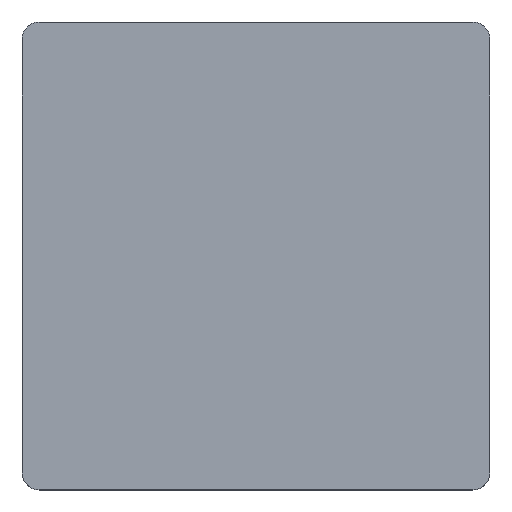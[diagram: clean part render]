
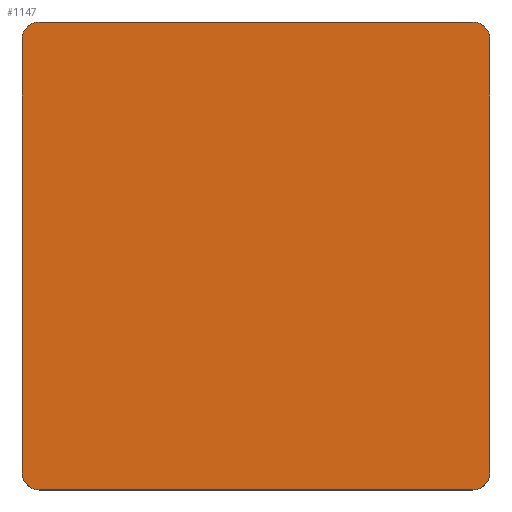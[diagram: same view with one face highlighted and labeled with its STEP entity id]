
A CAD part, top view. The second image highlights one B-rep face of the part: STEP entity #1147.
In plain terms, the highlighted planar face has unit normal (0, 0, 1).
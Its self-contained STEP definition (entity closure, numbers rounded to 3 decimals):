
#84 = CIRCLE ( 'NONE', #3514, 1. ) ;
#85 = LINE ( 'NONE', #3652, #93 ) ;
#90 = CIRCLE ( 'NONE', #3516, 1. ) ;
#93 = VECTOR ( 'NONE', #3659, 1000. ) ;
#98 = LINE ( 'NONE', #3669, #101 ) ;
#101 = VECTOR ( 'NONE', #3670, 1000. ) ;
#435 = FACE_OUTER_BOUND ( 'NONE', #1782, .T. ) ;
#525 = CIRCLE ( 'NONE', #2445, 1. ) ;
#531 = LINE ( 'NONE', #2666, #538 ) ;
#535 = CIRCLE ( 'NONE', #2448, 1. ) ;
#538 = VECTOR ( 'NONE', #2676, 1000. ) ;
#749 = VECTOR ( 'NONE', #3359, 1000. ) ;
#793 = LINE ( 'NONE', #3358, #749 ) ;
#823 = VERTEX_POINT ( 'NONE', #3204 ) ;
#898 = EDGE_CURVE ( 'NONE', #1651, #1527, #793, .T. ) ;
#994 = EDGE_CURVE ( 'NONE', #1527, #1697, #84, .T. ) ;
#997 = EDGE_CURVE ( 'NONE', #1697, #1728, #85, .T. ) ;
#1000 = EDGE_CURVE ( 'NONE', #1728, #1332, #90, .T. ) ;
#1002 = EDGE_CURVE ( 'NONE', #1332, #1614, #98, .T. ) ;
#1147 = ADVANCED_FACE ( 'NONE', ( #435 ), #2470, .T. ) ;
#1198 = EDGE_CURVE ( 'NONE', #1614, #823, #525, .T. ) ;
#1204 = EDGE_CURVE ( 'NONE', #823, #1577, #531, .T. ) ;
#1207 = EDGE_CURVE ( 'NONE', #1577, #1651, #535, .T. ) ;
#1332 = VERTEX_POINT ( 'NONE', #2724 ) ;
#1353 = ORIENTED_EDGE ( 'NONE', *, *, #898, .T. ) ;
#1523 = ORIENTED_EDGE ( 'NONE', *, *, #997, .T. ) ;
#1524 = ORIENTED_EDGE ( 'NONE', *, *, #1198, .T. ) ;
#1527 = VERTEX_POINT ( 'NONE', #2739 ) ;
#1528 = ORIENTED_EDGE ( 'NONE', *, *, #1204, .T. ) ;
#1543 = ORIENTED_EDGE ( 'NONE', *, *, #1207, .T. ) ;
#1577 = VERTEX_POINT ( 'NONE', #2759 ) ;
#1614 = VERTEX_POINT ( 'NONE', #2772 ) ;
#1651 = VERTEX_POINT ( 'NONE', #2786 ) ;
#1676 = ORIENTED_EDGE ( 'NONE', *, *, #1002, .T. ) ;
#1697 = VERTEX_POINT ( 'NONE', #2790 ) ;
#1728 = VERTEX_POINT ( 'NONE', #2787 ) ;
#1735 = ORIENTED_EDGE ( 'NONE', *, *, #994, .T. ) ;
#1782 = EDGE_LOOP ( 'NONE', ( #1524, #1528, #1543, #1353, #1735, #1523, #2047, #1676 ) ) ;
#2047 = ORIENTED_EDGE ( 'NONE', *, *, #1000, .T. ) ;
#2395 = AXIS2_PLACEMENT_3D ( 'NONE', #2490, #2491, #2492 ) ;
#2445 = AXIS2_PLACEMENT_3D ( 'NONE', #2662, #2663, #2664 ) ;
#2448 = AXIS2_PLACEMENT_3D ( 'NONE', #2683, #2684, #2685 ) ;
#2470 = PLANE ( 'NONE',  #2395 ) ;
#2490 = CARTESIAN_POINT ( 'NONE',  ( 26.7, 26.7, 0. ) ) ;
#2491 = DIRECTION ( 'NONE',  ( 0., 0., 1. ) ) ;
#2492 = DIRECTION ( 'NONE',  ( 1., 0., 0. ) ) ;
#2662 = CARTESIAN_POINT ( 'NONE',  ( 26.7, 26.7, 0. ) ) ;
#2663 = DIRECTION ( 'NONE',  ( 0., 0., 1. ) ) ;
#2664 = DIRECTION ( 'NONE',  ( 1., 0., 0. ) ) ;
#2666 = CARTESIAN_POINT ( 'NONE',  ( 1., 27.7, 0. ) ) ;
#2676 = DIRECTION ( 'NONE',  ( -1., 0., 0. ) ) ;
#2683 = CARTESIAN_POINT ( 'NONE',  ( 1., 26.7, 0. ) ) ;
#2684 = DIRECTION ( 'NONE',  ( 0., 0., 1. ) ) ;
#2685 = DIRECTION ( 'NONE',  ( -1., 0., 0. ) ) ;
#2724 = CARTESIAN_POINT ( 'NONE',  ( 27.7, 1., 0. ) ) ;
#2739 = CARTESIAN_POINT ( 'NONE',  ( 0., 1., 0. ) ) ;
#2759 = CARTESIAN_POINT ( 'NONE',  ( 1., 27.7, 0. ) ) ;
#2772 = CARTESIAN_POINT ( 'NONE',  ( 27.7, 26.7, 0. ) ) ;
#2786 = CARTESIAN_POINT ( 'NONE',  ( 0., 26.7, 0. ) ) ;
#2787 = CARTESIAN_POINT ( 'NONE',  ( 26.7, 0., 0. ) ) ;
#2790 = CARTESIAN_POINT ( 'NONE',  ( 1., 0., 0. ) ) ;
#3204 = CARTESIAN_POINT ( 'NONE',  ( 26.7, 27.7, 0. ) ) ;
#3358 = CARTESIAN_POINT ( 'NONE',  ( 0., 26.7, 0. ) ) ;
#3359 = DIRECTION ( 'NONE',  ( 0., -1., 0. ) ) ;
#3514 = AXIS2_PLACEMENT_3D ( 'NONE', #3653, #3654, #3655 ) ;
#3516 = AXIS2_PLACEMENT_3D ( 'NONE', #3665, #3666, #3667 ) ;
#3652 = CARTESIAN_POINT ( 'NONE',  ( 1., 0., 0. ) ) ;
#3653 = CARTESIAN_POINT ( 'NONE',  ( 1., 1., 0. ) ) ;
#3654 = DIRECTION ( 'NONE',  ( 0., 0., 1. ) ) ;
#3655 = DIRECTION ( 'NONE',  ( -1., 0., 0. ) ) ;
#3659 = DIRECTION ( 'NONE',  ( 1., 0., 0. ) ) ;
#3665 = CARTESIAN_POINT ( 'NONE',  ( 26.7, 1., 0. ) ) ;
#3666 = DIRECTION ( 'NONE',  ( 0., 0., 1. ) ) ;
#3667 = DIRECTION ( 'NONE',  ( 1., 0., 0. ) ) ;
#3669 = CARTESIAN_POINT ( 'NONE',  ( 27.7, 26.7, 0. ) ) ;
#3670 = DIRECTION ( 'NONE',  ( 0., 1., 0. ) ) ;
